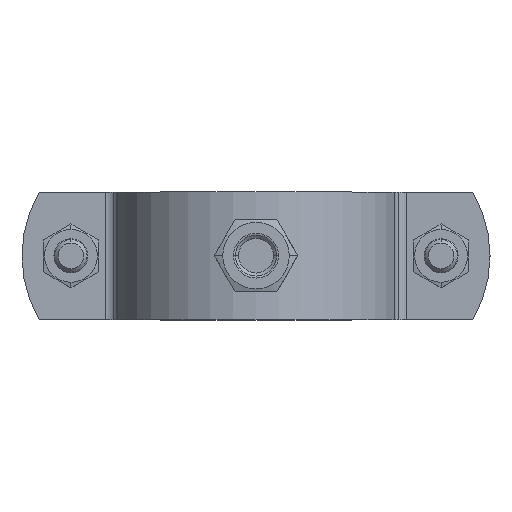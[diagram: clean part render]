
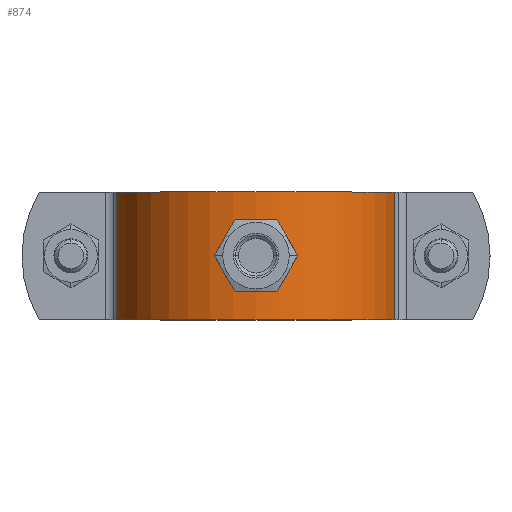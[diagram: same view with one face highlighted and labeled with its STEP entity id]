
A CAD part, top view. The second image highlights one B-rep face of the part: STEP entity #874.
In plain terms, the highlighted cylindrical face has radius 33.5 mm (diameter 67 mm), a partial arc.
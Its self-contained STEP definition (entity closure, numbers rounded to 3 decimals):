
#204=CARTESIAN_POINT('',(90.253,4.029,0.0));
#205=VERTEX_POINT('',#204);
#213=CARTESIAN_POINT('',(90.253,4.029,30.0));
#214=VERTEX_POINT('',#213);
#215=CARTESIAN_POINT('',(90.253,4.029,0.0));
#216=DIRECTION('',(0.0,0.0,1.0));
#217=VECTOR('',#216,30.0);
#218=LINE('',#215,#217);
#219=EDGE_CURVE('',#205,#214,#218,.T.);
#617=CARTESIAN_POINT('',(25.321,4.029,0.0));
#618=VERTEX_POINT('',#617);
#626=CARTESIAN_POINT('',(57.787,-4.231,0.0));
#627=DIRECTION('',(0.0,0.0,-1.0));
#628=DIRECTION('',(1.0,0.0,0.0));
#629=AXIS2_PLACEMENT_3D('',#626,#627,#628);
#630=CIRCLE('',#629,33.5);
#631=EDGE_CURVE('',#618,#205,#630,.T.);
#729=CARTESIAN_POINT('',(25.321,4.029,30.0));
#730=VERTEX_POINT('',#729);
#731=CARTESIAN_POINT('',(57.787,-4.231,30.0));
#732=DIRECTION('',(0.0,0.0,-1.0));
#733=DIRECTION('',(1.0,0.0,0.0));
#734=AXIS2_PLACEMENT_3D('',#731,#732,#733);
#735=CIRCLE('',#734,33.5);
#736=EDGE_CURVE('',#730,#214,#735,.T.);
#858=CARTESIAN_POINT('',(57.787,-4.231,0.0));
#859=DIRECTION('',(0.0,0.0,1.0));
#860=DIRECTION('',(1.0,0.0,0.0));
#861=AXIS2_PLACEMENT_3D('',#858,#859,#860);
#862=CYLINDRICAL_SURFACE('',#861,33.5);
#863=ORIENTED_EDGE('',*,*,#219,.F.);
#864=ORIENTED_EDGE('',*,*,#631,.F.);
#865=CARTESIAN_POINT('',(25.321,4.029,30.0));
#866=DIRECTION('',(0.0,0.0,-1.0));
#867=VECTOR('',#866,30.0);
#868=LINE('',#865,#867);
#869=EDGE_CURVE('',#730,#618,#868,.T.);
#870=ORIENTED_EDGE('',*,*,#869,.F.);
#871=ORIENTED_EDGE('',*,*,#736,.T.);
#872=EDGE_LOOP('',(#863,#864,#870,#871));
#873=FACE_OUTER_BOUND('',#872,.T.);
#874=ADVANCED_FACE('',(#873),#862,.T.);
